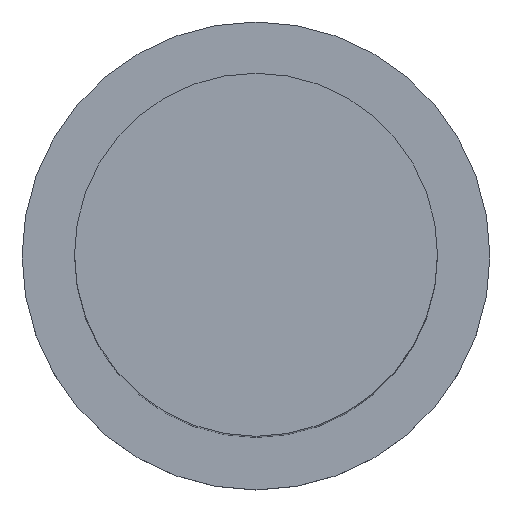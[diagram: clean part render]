
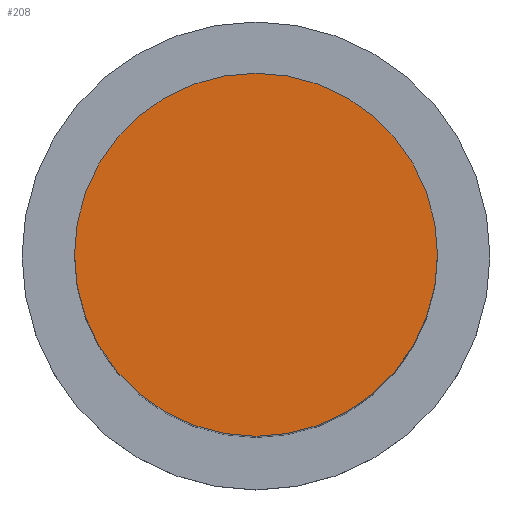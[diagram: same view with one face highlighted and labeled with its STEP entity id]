
A CAD part, top view. The second image highlights one B-rep face of the part: STEP entity #208.
In plain terms, the highlighted planar face has unit normal (0, 0, 1).
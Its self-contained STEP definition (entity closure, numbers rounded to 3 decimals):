
#3 = VERTEX_POINT ( 'NONE', #217 ) ;
#4 = EDGE_CURVE ( 'NONE', #176, #3, #211, .T. ) ;
#11 = ORIENTED_EDGE ( 'NONE', *, *, #4, .T. ) ;
#20 = DIRECTION ( 'NONE',  ( -1., 0., 0. ) ) ;
#34 = CARTESIAN_POINT ( 'NONE',  ( -0.787, 0., 3.2 ) ) ;
#41 = DIRECTION ( 'NONE',  ( 0., 0., 1. ) ) ;
#43 = CARTESIAN_POINT ( 'NONE',  ( 0., 0., 3.2 ) ) ;
#45 = EDGE_LOOP ( 'NONE', ( #11, #155 ) ) ;
#58 = DIRECTION ( 'NONE',  ( 1., 0., 0. ) ) ;
#73 = CARTESIAN_POINT ( 'NONE',  ( 0., 0., 3.2 ) ) ;
#76 = EDGE_CURVE ( 'NONE', #3, #176, #143, .T. ) ;
#88 = AXIS2_PLACEMENT_3D ( 'NONE', #34, #207, #20 ) ;
#109 = CARTESIAN_POINT ( 'NONE',  ( 0.787, 0., 3.2 ) ) ;
#126 = DIRECTION ( 'NONE',  ( 0., 0., 1. ) ) ;
#143 = CIRCLE ( 'NONE', #171, 0.787 ) ;
#155 = ORIENTED_EDGE ( 'NONE', *, *, #76, .T. ) ;
#171 = AXIS2_PLACEMENT_3D ( 'NONE', #73, #126, #200 ) ;
#176 = VERTEX_POINT ( 'NONE', #109 ) ;
#183 = PLANE ( 'NONE',  #88 ) ;
#200 = DIRECTION ( 'NONE',  ( 1., 0., 0. ) ) ;
#204 = AXIS2_PLACEMENT_3D ( 'NONE', #43, #41, #58 ) ;
#205 = FACE_OUTER_BOUND ( 'NONE', #45, .T. ) ;
#207 = DIRECTION ( 'NONE',  ( 0., 0., -1. ) ) ;
#208 = ADVANCED_FACE ( 'NONE', ( #205 ), #183, .F. ) ;
#211 = CIRCLE ( 'NONE', #204, 0.787 ) ;
#217 = CARTESIAN_POINT ( 'NONE',  ( -0.787, 0., 3.2 ) ) ;
